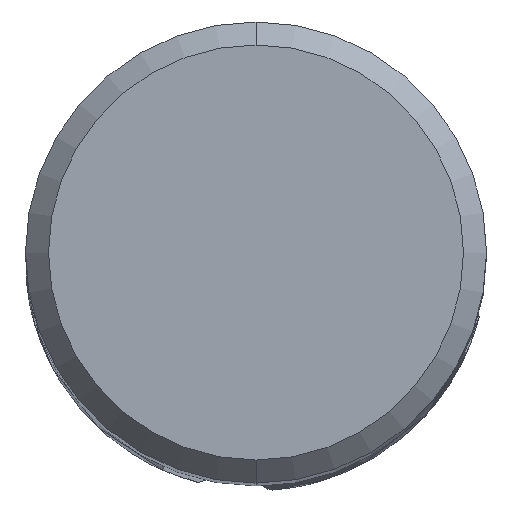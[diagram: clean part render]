
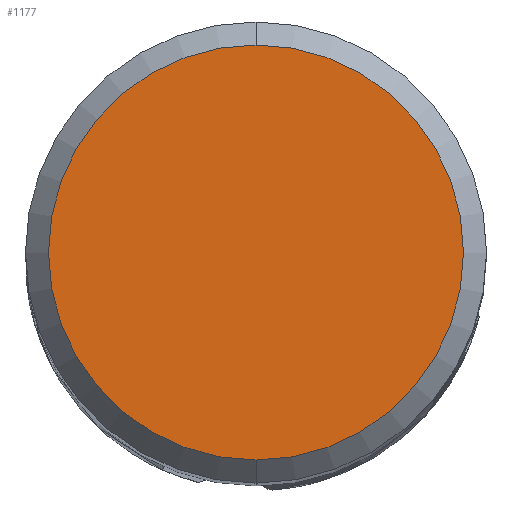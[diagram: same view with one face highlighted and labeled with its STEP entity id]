
A CAD part, top view. The second image highlights one B-rep face of the part: STEP entity #1177.
In plain terms, the highlighted planar face has unit normal (0, 0, 1).
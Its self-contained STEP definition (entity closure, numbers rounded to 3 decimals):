
#627=EDGE_CURVE('',#949,#1143,#1732,.T.);
#675=EDGE_CURVE('',#1143,#949,#1785,.T.);
#949=VERTEX_POINT('',#2080);
#1143=VERTEX_POINT('',#2294);
#1177=ADVANCED_FACE('',(#2330),#2331,.T.);
#1732=CIRCLE('',#3148,7.2);
#1785=CIRCLE('',#3729,7.2);
#2080=CARTESIAN_POINT('',(0.0,7.2,0.0));
#2294=CARTESIAN_POINT('',(0.,-7.2,0.0));
#2330=FACE_OUTER_BOUND('',#6700,.T.);
#2331=PLANE('',#6701);
#3148=AXIS2_PLACEMENT_3D('',#11687,#11688,#11689);
#3729=AXIS2_PLACEMENT_3D('',#11754,#11755,#11756);
#6700=EDGE_LOOP('',(#12224,#12225));
#6701=AXIS2_PLACEMENT_3D('',#12226,#12227,#12228);
#11687=CARTESIAN_POINT('',(0.0,0.0,0.0));
#11688=DIRECTION('',(0.0,0.0,-1.0));
#11689=DIRECTION('',(0.0,1.0,0.0));
#11754=CARTESIAN_POINT('',(0.0,0.0,0.0));
#11755=DIRECTION('',(0.0,0.0,-1.0));
#11756=DIRECTION('',(0.0,1.0,0.0));
#12224=ORIENTED_EDGE('',*,*,#627,.F.);
#12225=ORIENTED_EDGE('',*,*,#675,.F.);
#12226=CARTESIAN_POINT('',(0.0,3.6,0.0));
#12227=DIRECTION('',(-0.0,0.0,1.0));
#12228=DIRECTION('',(0.0,-1.0,0.0));
